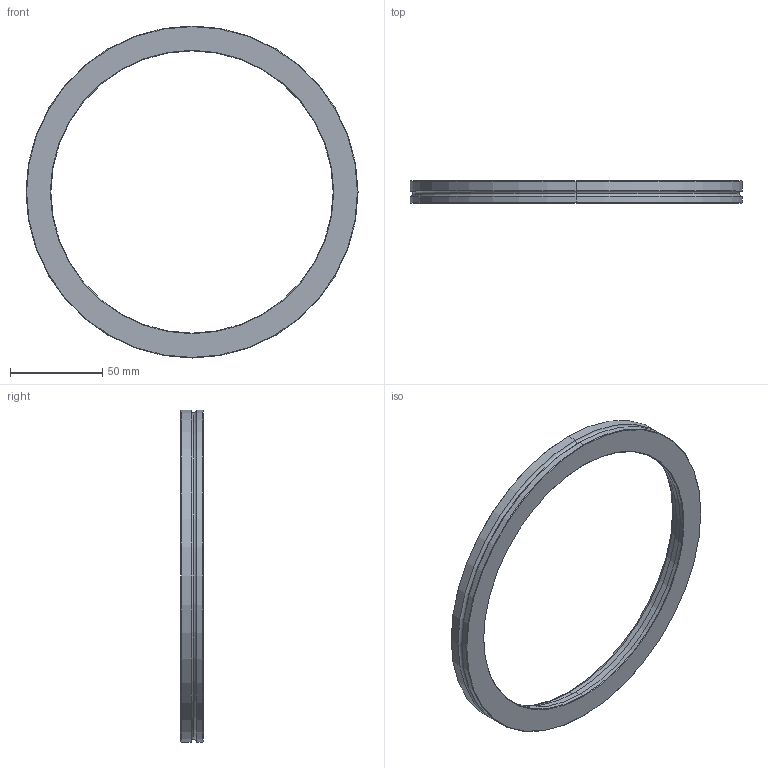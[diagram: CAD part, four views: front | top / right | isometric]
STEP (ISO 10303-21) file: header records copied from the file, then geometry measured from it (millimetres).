
FILE_DESCRIPTION (( 'STEP AP214' ), '1' );
FILE_NAME ('Hositrad_ISO-K160-159.STEP', '2011-11-07T13:24:30', ( '' ), ( '' ), 'SwSTEP 2.0', 'SolidWorks 2011', '' );
FILE_SCHEMA (( 'AUTOMOTIVE_DESIGN' ));
Length unit declared in the file: millimetre
Products named in the file (1): Hositrad_ISO-K160-159
Bounding box: 180 x 12 x 180 mm (x, y, z)
Volume: 66658.4 mm3; surface area: 29441.5 mm2
Topology: 1 solids, 1 shells, 32 faces, 64 edges, 38 vertices
Faces by surface type: cylinder 14, cone 8, plane 6, torus 4
Entity records: 876 total; most frequent: DIRECTION 172, CARTESIAN_POINT 135, ORIENTED_EDGE 128, AXIS2_PLACEMENT_3D 75, EDGE_CURVE 64, CIRCLE 42, EDGE_LOOP 38, VERTEX_POINT 38
